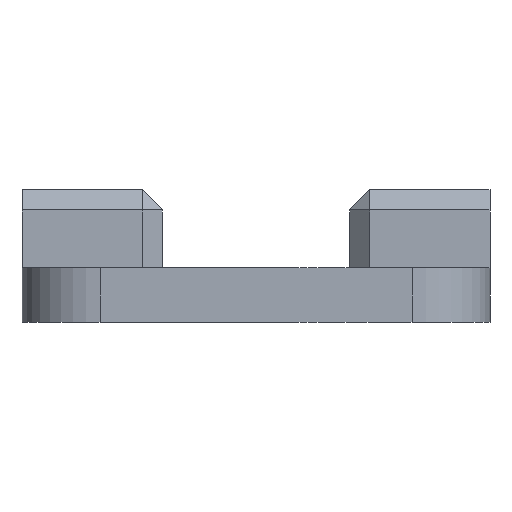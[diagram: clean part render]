
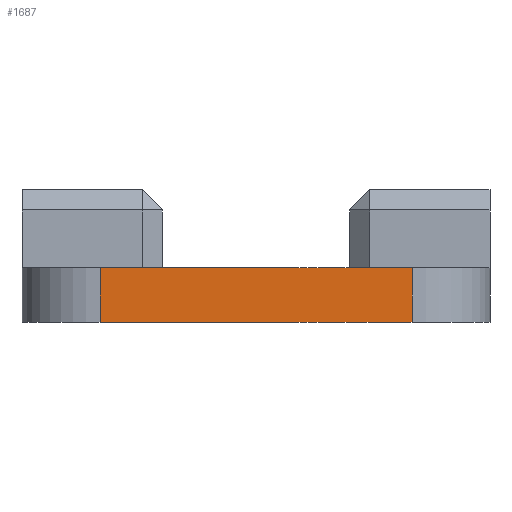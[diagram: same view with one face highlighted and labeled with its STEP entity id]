
A CAD part, left-side view. The second image highlights one B-rep face of the part: STEP entity #1687.
In plain terms, the highlighted planar face has unit normal (-1, 0, 0).
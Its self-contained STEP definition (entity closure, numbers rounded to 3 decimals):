
#72 = PLANE('',#73);
#73 = AXIS2_PLACEMENT_3D('',#74,#75,#76);
#74 = CARTESIAN_POINT('',(17.257,3.439,3.5));
#75 = DIRECTION('',(0.,0.,1.));
#76 = DIRECTION('',(0.,1.,0.));
#128 = PLANE('',#129);
#129 = AXIS2_PLACEMENT_3D('',#130,#131,#132);
#130 = CARTESIAN_POINT('',(20.487,4.083,0.));
#131 = DIRECTION('',(-0.,-0.,-1.));
#132 = DIRECTION('',(-1.,0.,0.));
#156 = CYLINDRICAL_SURFACE('',#157,5.);
#157 = AXIS2_PLACEMENT_3D('',#158,#159,#160);
#158 = CARTESIAN_POINT('',(-5.,10.,0.));
#159 = DIRECTION('',(0.,0.,1.));
#160 = DIRECTION('',(0.,1.,0.));
#459 = VERTEX_POINT('',#460);
#460 = CARTESIAN_POINT('',(-10.,10.,3.5));
#482 = EDGE_CURVE('',#483,#459,#485,.T.);
#483 = VERTEX_POINT('',#484);
#484 = CARTESIAN_POINT('',(-10.,-10.,3.5));
#485 = SURFACE_CURVE('',#486,(#490,#497),.PCURVE_S1.);
#486 = LINE('',#487,#488);
#487 = CARTESIAN_POINT('',(-10.,-15.,3.5));
#488 = VECTOR('',#489,1.);
#489 = DIRECTION('',(0.,1.,0.));
#490 = PCURVE('',#72,#491);
#491 = DEFINITIONAL_REPRESENTATION('',(#492),#496);
#492 = LINE('',#493,#494);
#493 = CARTESIAN_POINT('',(-18.439,27.257));
#494 = VECTOR('',#495,1.);
#495 = DIRECTION('',(1.,-0.));
#496 = ( GEOMETRIC_REPRESENTATION_CONTEXT(2) 
PARAMETRIC_REPRESENTATION_CONTEXT() REPRESENTATION_CONTEXT('2D SPACE',''
  ) );
#497 = PCURVE('',#498,#503);
#498 = PLANE('',#499);
#499 = AXIS2_PLACEMENT_3D('',#500,#501,#502);
#500 = CARTESIAN_POINT('',(-10.,-15.,0.));
#501 = DIRECTION('',(1.,0.,0.));
#502 = DIRECTION('',(0.,0.,1.));
#503 = DEFINITIONAL_REPRESENTATION('',(#504),#508);
#504 = LINE('',#505,#506);
#505 = CARTESIAN_POINT('',(3.5,0.));
#506 = VECTOR('',#507,1.);
#507 = DIRECTION('',(0.,-1.));
#508 = ( GEOMETRIC_REPRESENTATION_CONTEXT(2) 
PARAMETRIC_REPRESENTATION_CONTEXT() REPRESENTATION_CONTEXT('2D SPACE',''
  ) );
#527 = CYLINDRICAL_SURFACE('',#528,5.);
#528 = AXIS2_PLACEMENT_3D('',#529,#530,#531);
#529 = CARTESIAN_POINT('',(-5.,-10.,0.));
#530 = DIRECTION('',(0.,0.,1.));
#531 = DIRECTION('',(-1.,0.,0.));
#1377 = VERTEX_POINT('',#1378);
#1378 = CARTESIAN_POINT('',(-10.,-10.,0.));
#1404 = EDGE_CURVE('',#1377,#1405,#1407,.T.);
#1405 = VERTEX_POINT('',#1406);
#1406 = CARTESIAN_POINT('',(-10.,10.,0.));
#1407 = SURFACE_CURVE('',#1408,(#1412,#1419),.PCURVE_S1.);
#1408 = LINE('',#1409,#1410);
#1409 = CARTESIAN_POINT('',(-10.,-15.,0.));
#1410 = VECTOR('',#1411,1.);
#1411 = DIRECTION('',(0.,1.,0.));
#1412 = PCURVE('',#128,#1413);
#1413 = DEFINITIONAL_REPRESENTATION('',(#1414),#1418);
#1414 = LINE('',#1415,#1416);
#1415 = CARTESIAN_POINT('',(30.487,-19.083));
#1416 = VECTOR('',#1417,1.);
#1417 = DIRECTION('',(0.,1.));
#1418 = ( GEOMETRIC_REPRESENTATION_CONTEXT(2) 
PARAMETRIC_REPRESENTATION_CONTEXT() REPRESENTATION_CONTEXT('2D SPACE',''
  ) );
#1419 = PCURVE('',#498,#1420);
#1420 = DEFINITIONAL_REPRESENTATION('',(#1421),#1425);
#1421 = LINE('',#1422,#1423);
#1422 = CARTESIAN_POINT('',(0.,0.));
#1423 = VECTOR('',#1424,1.);
#1424 = DIRECTION('',(0.,-1.));
#1425 = ( GEOMETRIC_REPRESENTATION_CONTEXT(2) 
PARAMETRIC_REPRESENTATION_CONTEXT() REPRESENTATION_CONTEXT('2D SPACE',''
  ) );
#1514 = EDGE_CURVE('',#1405,#459,#1515,.T.);
#1515 = SURFACE_CURVE('',#1516,(#1520,#1527),.PCURVE_S1.);
#1516 = LINE('',#1517,#1518);
#1517 = CARTESIAN_POINT('',(-10.,10.,0.));
#1518 = VECTOR('',#1519,1.);
#1519 = DIRECTION('',(0.,0.,1.));
#1520 = PCURVE('',#156,#1521);
#1521 = DEFINITIONAL_REPRESENTATION('',(#1522),#1526);
#1522 = LINE('',#1523,#1524);
#1523 = CARTESIAN_POINT('',(1.571,0.));
#1524 = VECTOR('',#1525,1.);
#1525 = DIRECTION('',(0.,1.));
#1526 = ( GEOMETRIC_REPRESENTATION_CONTEXT(2) 
PARAMETRIC_REPRESENTATION_CONTEXT() REPRESENTATION_CONTEXT('2D SPACE',''
  ) );
#1527 = PCURVE('',#498,#1528);
#1528 = DEFINITIONAL_REPRESENTATION('',(#1529),#1533);
#1529 = LINE('',#1530,#1531);
#1530 = CARTESIAN_POINT('',(0.,-25.));
#1531 = VECTOR('',#1532,1.);
#1532 = DIRECTION('',(1.,0.));
#1533 = ( GEOMETRIC_REPRESENTATION_CONTEXT(2) 
PARAMETRIC_REPRESENTATION_CONTEXT() REPRESENTATION_CONTEXT('2D SPACE',''
  ) );
#1687 = ADVANCED_FACE('',(#1688),#498,.F.);
#1688 = FACE_BOUND('',#1689,.F.);
#1689 = EDGE_LOOP('',(#1690,#1691,#1712,#1713));
#1690 = ORIENTED_EDGE('',*,*,#482,.F.);
#1691 = ORIENTED_EDGE('',*,*,#1692,.F.);
#1692 = EDGE_CURVE('',#1377,#483,#1693,.T.);
#1693 = SURFACE_CURVE('',#1694,(#1698,#1705),.PCURVE_S1.);
#1694 = LINE('',#1695,#1696);
#1695 = CARTESIAN_POINT('',(-10.,-10.,0.));
#1696 = VECTOR('',#1697,1.);
#1697 = DIRECTION('',(0.,0.,1.));
#1698 = PCURVE('',#498,#1699);
#1699 = DEFINITIONAL_REPRESENTATION('',(#1700),#1704);
#1700 = LINE('',#1701,#1702);
#1701 = CARTESIAN_POINT('',(0.,-5.));
#1702 = VECTOR('',#1703,1.);
#1703 = DIRECTION('',(1.,0.));
#1704 = ( GEOMETRIC_REPRESENTATION_CONTEXT(2) 
PARAMETRIC_REPRESENTATION_CONTEXT() REPRESENTATION_CONTEXT('2D SPACE',''
  ) );
#1705 = PCURVE('',#527,#1706);
#1706 = DEFINITIONAL_REPRESENTATION('',(#1707),#1711);
#1707 = LINE('',#1708,#1709);
#1708 = CARTESIAN_POINT('',(0.,0.));
#1709 = VECTOR('',#1710,1.);
#1710 = DIRECTION('',(0.,1.));
#1711 = ( GEOMETRIC_REPRESENTATION_CONTEXT(2) 
PARAMETRIC_REPRESENTATION_CONTEXT() REPRESENTATION_CONTEXT('2D SPACE',''
  ) );
#1712 = ORIENTED_EDGE('',*,*,#1404,.T.);
#1713 = ORIENTED_EDGE('',*,*,#1514,.T.);
